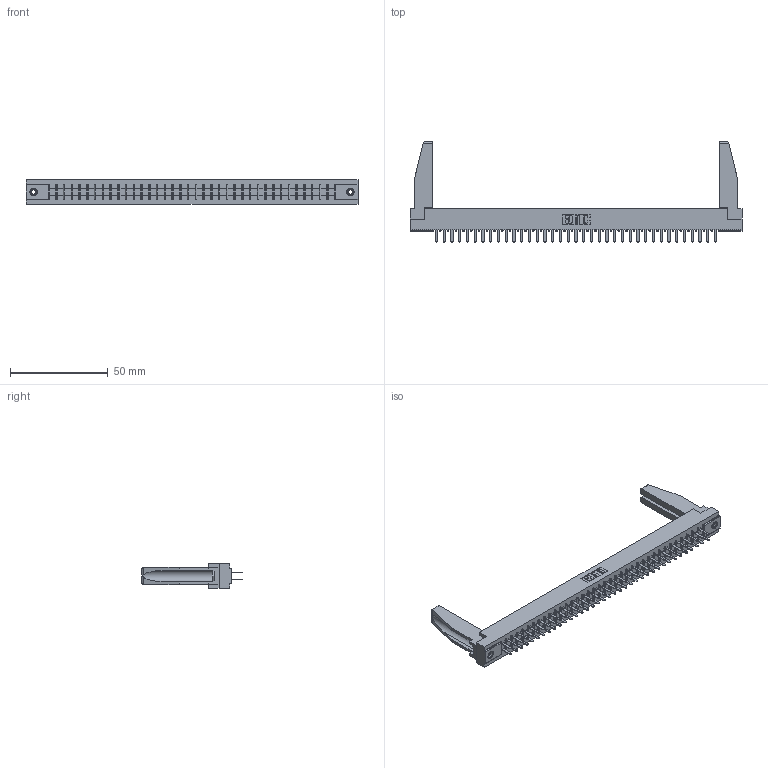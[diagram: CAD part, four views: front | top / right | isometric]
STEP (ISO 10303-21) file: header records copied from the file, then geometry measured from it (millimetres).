
FILE_DESCRIPTION (( 'STEP AP203' ), '1' );
FILE_NAME ('305-074-520-578.STEP', '2019-09-10T07:00:59', ( '' ), ( '' ), 'SwSTEP 2.0', 'SolidWorks 2016', '' );
FILE_SCHEMA (( 'CONFIG_CONTROL_DESIGN' ));
Length unit declared in the file: inch
Products named in the file (5): 305-290-001_520; 305-074-520-578; 345-250-001_345-250-001-102; 307-220-078; 305 Part_.156 Dia
Assembly tree (79 placements, depth 2):
  305-074-520-578
    305 Part_.156 Dia
    305-290-001_520  x74
    345-250-001_345-250-001-102  x2
    307-220-078  x2
Bounding box: 169.62 x 51.13 x 12.7 mm (x, y, z)
Volume: 21141 mm3; surface area: 26404.1 mm2
Topology: 79 solids, 79 shells, 3650 faces, 10377 edges, 6710 vertices
Faces by surface type: plane 2150, cylinder 1336, sphere 148, cone 12, torus 4
Entity records: 42989 total; most frequent: CARTESIAN_POINT 7119, ORIENTED_EDGE 7024, DIRECTION 6848, EDGE_CURVE 3512, VECTOR 2834, LINE 2834, VERTEX_POINT 2236, AXIS2_PLACEMENT_3D 2007
